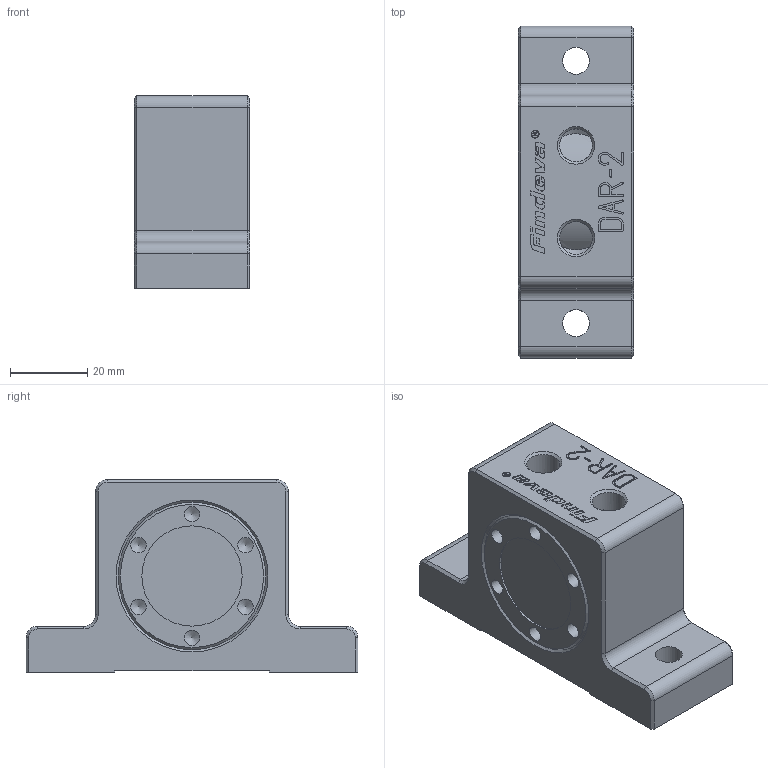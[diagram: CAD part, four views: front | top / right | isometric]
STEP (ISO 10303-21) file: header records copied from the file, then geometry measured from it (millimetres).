
FILE_DESCRIPTION((''),'2;1');
FILE_NAME('7002-00-M.stp','2012-03-28T19:05:12',('Petr'),(''),'Autodesk Inventor 2011','Autodesk Inventor 2011','');
FILE_SCHEMA(('CONFIG_CONTROL_DESIGN'));
Length unit declared in the file: millimetre
Products named in the file (1): 7002-00-M
Bounding box: 30 x 86 x 50 mm (x, y, z)
Volume: 83898.6 mm3; surface area: 15439.5 mm2
Topology: 1 solids, 1 shells, 329 faces, 849 edges, 554 vertices
Faces by surface type: plane 199, cylinder 90, cone 32, bspline 8
Full cylindrical faces by diameter (mm): 1.877 x1, 2.087 x1, 4 x12, 7 x2, 8.566 x2, 26 x2
Entity records: 10003 total; most frequent: CARTESIAN_POINT 1857, DIRECTION 1613, ORIENTED_EDGE 1586, EDGE_CURVE 793, VECTOR 577, LINE 577, VERTEX_POINT 536, AXIS2_PLACEMENT_3D 518
